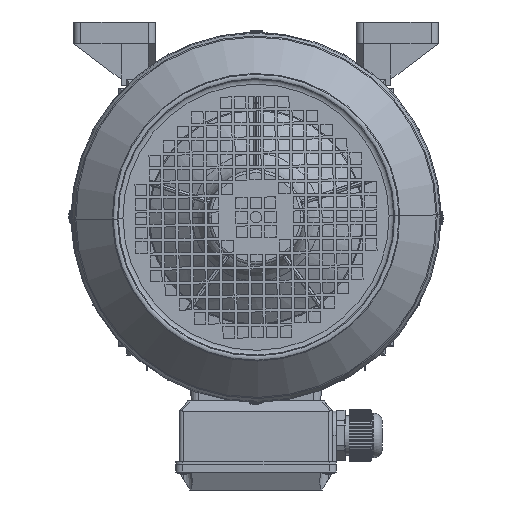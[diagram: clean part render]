
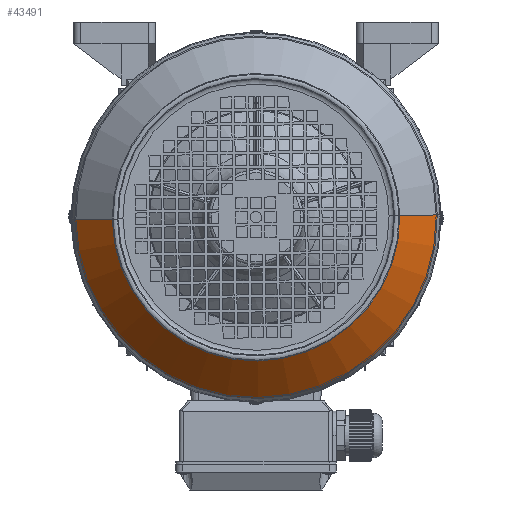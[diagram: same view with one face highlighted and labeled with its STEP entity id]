
A CAD part, front view. The second image highlights one B-rep face of the part: STEP entity #43491.
In plain terms, the highlighted conical face has half-angle 43.986 degrees and reference radius 126.3 mm.
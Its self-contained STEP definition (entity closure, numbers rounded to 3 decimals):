
#17229 = CARTESIAN_POINT ( 'NONE',  ( 126.3, 0., 28.5 ) ) ;
#17232 = DIRECTION ( 'NONE',  ( 0.694, 0., -0.72 ) ) ;
#17233 = VECTOR ( 'NONE', #17232, 1000. ) ;
#17235 = CARTESIAN_POINT ( 'NONE',  ( 126.3, 0., 28.5 ) ) ;
#17238 = LINE ( 'NONE', #17235, #17233 ) ;
#17331 = DIRECTION ( 'NONE',  ( -0.694, 0., -0.72 ) ) ;
#17332 = VECTOR ( 'NONE', #17331, 1000. ) ;
#17334 = CARTESIAN_POINT ( 'NONE',  ( -126.3, 0., 28.5 ) ) ;
#17336 = LINE ( 'NONE', #17334, #17332 ) ;
#17340 = CARTESIAN_POINT ( 'NONE',  ( -126.3, 0., 28.5 ) ) ;
#17672 = CARTESIAN_POINT ( 'NONE',  ( -100.159, 0., 55.583 ) ) ;
#17687 = CARTESIAN_POINT ( 'NONE',  ( 100.159, 0., 55.583 ) ) ;
#18239 = DIRECTION ( 'NONE',  ( -1., 0., 0. ) ) ;
#18243 = DIRECTION ( 'NONE',  ( 0., 0., -1. ) ) ;
#18471 = DIRECTION ( 'NONE',  ( -1., 0., 0. ) ) ;
#18472 = DIRECTION ( 'NONE',  ( 0., 0., -1. ) ) ;
#18474 = CARTESIAN_POINT ( 'NONE',  ( 0., 0., 28.5 ) ) ;
#18475 = AXIS2_PLACEMENT_3D ( 'NONE', #18474, #18472, #18471 ) ;
#18484 = CONICAL_SURFACE ( 'NONE', #18475, 126.3, 0.768 ) ;
#18491 = FACE_OUTER_BOUND ( 'NONE', #43497, .T. ) ;
#18777 = CARTESIAN_POINT ( 'NONE',  ( 0., 0., 28.5 ) ) ;
#18778 = AXIS2_PLACEMENT_3D ( 'NONE', #18777, #18243, #18239 ) ;
#18780 = CIRCLE ( 'NONE', #18778, 126.3 ) ;
#19910 = DIRECTION ( 'NONE',  ( -1., 0., 0. ) ) ;
#19912 = DIRECTION ( 'NONE',  ( 0., 0., -1. ) ) ;
#19914 = CARTESIAN_POINT ( 'NONE',  ( 0., 0., 55.583 ) ) ;
#19915 = AXIS2_PLACEMENT_3D ( 'NONE', #19914, #19912, #19910 ) ;
#19916 = CIRCLE ( 'NONE', #19915, 100.159 ) ;
#43037 = EDGE_CURVE ( 'NONE', #43189, #43038, #17238, .T. ) ;
#43038 = VERTEX_POINT ( 'NONE', #17229 ) ;
#43049 = VERTEX_POINT ( 'NONE', #17340 ) ;
#43057 = EDGE_CURVE ( 'NONE', #43196, #43049, #17336, .T. ) ;
#43189 = VERTEX_POINT ( 'NONE', #17687 ) ;
#43196 = VERTEX_POINT ( 'NONE', #17672 ) ;
#43491 = ADVANCED_FACE ( 'NONE', ( #18491 ), #18484, .T. ) ;
#43497 = EDGE_LOOP ( 'NONE', ( #43499, #44022, #44018, #43923 ) ) ;
#43499 = ORIENTED_EDGE ( 'NONE', *, *, #43037, .F. ) ;
#43644 = EDGE_CURVE ( 'NONE', #43038, #43049, #18780, .T. ) ;
#43923 = ORIENTED_EDGE ( 'NONE', *, *, #43644, .F. ) ;
#43969 = EDGE_CURVE ( 'NONE', #43189, #43196, #19916, .T. ) ;
#44018 = ORIENTED_EDGE ( 'NONE', *, *, #43057, .T. ) ;
#44022 = ORIENTED_EDGE ( 'NONE', *, *, #43969, .T. ) ;
